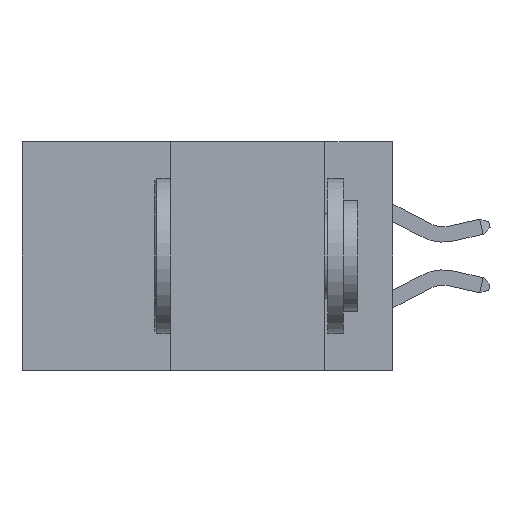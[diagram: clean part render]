
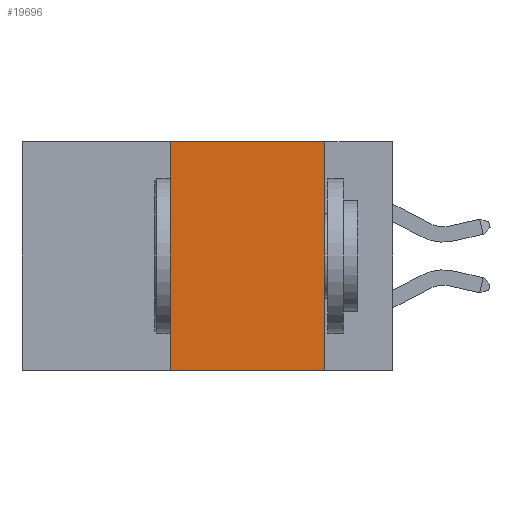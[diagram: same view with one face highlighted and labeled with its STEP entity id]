
A CAD part, left-side view. The second image highlights one B-rep face of the part: STEP entity #19696.
In plain terms, the highlighted planar face has unit normal (-1, 0, 0).
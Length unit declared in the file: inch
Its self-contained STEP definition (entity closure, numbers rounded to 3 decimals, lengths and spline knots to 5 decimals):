
#1784 = PLANE ( 'NONE',  #3990 ) ;
#3048 = VERTEX_POINT ( 'NONE', #23281 ) ;
#3049 = VERTEX_POINT ( 'NONE', #12206 ) ;
#3730 = ORIENTED_EDGE ( 'NONE', *, *, #8329, .F. ) ;
#3990 = AXIS2_PLACEMENT_3D ( 'NONE', #27855, #25746, #8317 ) ;
#4439 = VECTOR ( 'NONE', #24198, 39.37008 ) ;
#6122 = LINE ( 'NONE', #17327, #4439 ) ;
#6742 = CARTESIAN_POINT ( 'NONE',  ( 0., 0.36, 0. ) ) ;
#8317 = DIRECTION ( 'NONE',  ( 0., 0., -1. ) ) ;
#8329 = EDGE_CURVE ( 'NONE', #3048, #19432, #22619, .T. ) ;
#8439 = CARTESIAN_POINT ( 'NONE',  ( 0., 0.11, 0. ) ) ;
#11283 = DIRECTION ( 'NONE',  ( 0., 0., 1. ) ) ;
#12199 = EDGE_CURVE ( 'NONE', #19090, #3049, #19677, .T. ) ;
#12206 = CARTESIAN_POINT ( 'NONE',  ( 0., 0.11, -0.37 ) ) ;
#12349 = ORIENTED_EDGE ( 'NONE', *, *, #12199, .T. ) ;
#13223 = LINE ( 'NONE', #6742, #20720 ) ;
#14179 = FACE_OUTER_BOUND ( 'NONE', #16554, .T. ) ;
#16554 = EDGE_LOOP ( 'NONE', ( #18661, #3730, #21426, #12349 ) ) ;
#17327 = CARTESIAN_POINT ( 'NONE',  ( 0., 0.11, 0. ) ) ;
#18661 = ORIENTED_EDGE ( 'NONE', *, *, #20286, .F. ) ;
#19090 = VERTEX_POINT ( 'NONE', #27266 ) ;
#19337 = CARTESIAN_POINT ( 'NONE',  ( 0., 0.6, 0. ) ) ;
#19432 = VERTEX_POINT ( 'NONE', #8439 ) ;
#19677 = LINE ( 'NONE', #25387, #23810 ) ;
#19696 = ADVANCED_FACE ( 'NONE', ( #14179 ), #1784, .F. ) ;
#20286 = EDGE_CURVE ( 'NONE', #19432, #3049, #6122, .T. ) ;
#20720 = VECTOR ( 'NONE', #11283, 39.37008 ) ;
#20962 = DIRECTION ( 'NONE',  ( 0., -1., 0. ) ) ;
#21426 = ORIENTED_EDGE ( 'NONE', *, *, #21481, .F. ) ;
#21481 = EDGE_CURVE ( 'NONE', #19090, #3048, #13223, .T. ) ;
#22263 = VECTOR ( 'NONE', #24114, 39.37008 ) ;
#22619 = LINE ( 'NONE', #19337, #22263 ) ;
#23281 = CARTESIAN_POINT ( 'NONE',  ( 0., 0.36, 0. ) ) ;
#23810 = VECTOR ( 'NONE', #20962, 39.37008 ) ;
#24114 = DIRECTION ( 'NONE',  ( 0., -1., 0. ) ) ;
#24198 = DIRECTION ( 'NONE',  ( 0., 0., -1. ) ) ;
#25387 = CARTESIAN_POINT ( 'NONE',  ( 0., 0.6, -0.37 ) ) ;
#25746 = DIRECTION ( 'NONE',  ( 1., 0., 0. ) ) ;
#27266 = CARTESIAN_POINT ( 'NONE',  ( 0., 0.36, -0.37 ) ) ;
#27855 = CARTESIAN_POINT ( 'NONE',  ( 0., 0.6, 0. ) ) ;
